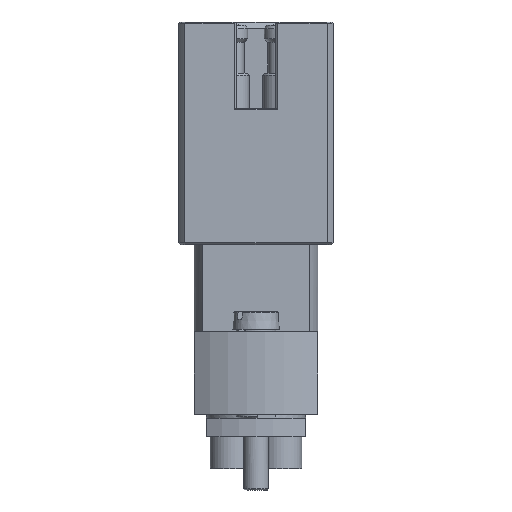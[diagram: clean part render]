
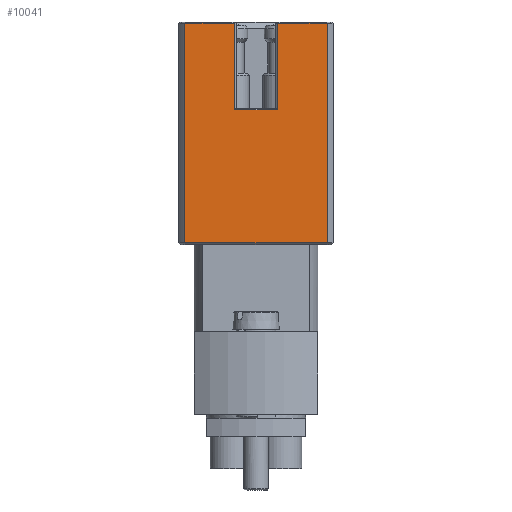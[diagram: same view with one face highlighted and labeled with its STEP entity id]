
A CAD part, left-side view. The second image highlights one B-rep face of the part: STEP entity #10041.
In plain terms, the highlighted planar face has unit normal (1, 0, 0).
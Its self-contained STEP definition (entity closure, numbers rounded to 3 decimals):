
#154 = VERTEX_POINT ( 'NONE', #9154 ) ;
#240 = DIRECTION ( 'NONE',  ( 0., -1., 0. ) ) ;
#242 = ORIENTED_EDGE ( 'NONE', *, *, #10268, .F. ) ;
#443 = PLANE ( 'NONE',  #7468 ) ;
#1126 = LINE ( 'NONE', #15734, #1674 ) ;
#1435 = LINE ( 'NONE', #10691, #13608 ) ;
#1497 = VECTOR ( 'NONE', #10046, 1000. ) ;
#1674 = VECTOR ( 'NONE', #14248, 1000. ) ;
#1777 = VERTEX_POINT ( 'NONE', #9979 ) ;
#2049 = LINE ( 'NONE', #11332, #6476 ) ;
#2557 = ORIENTED_EDGE ( 'NONE', *, *, #14885, .T. ) ;
#2717 = ORIENTED_EDGE ( 'NONE', *, *, #12809, .T. ) ;
#3086 = CARTESIAN_POINT ( 'NONE',  ( -4.8, 1.725, 33.4 ) ) ;
#3248 = VERTEX_POINT ( 'NONE', #13697 ) ;
#3553 = VERTEX_POINT ( 'NONE', #4234 ) ;
#3771 = ORIENTED_EDGE ( 'NONE', *, *, #14008, .T. ) ;
#4234 = CARTESIAN_POINT ( 'NONE',  ( -4.8, -1.725, 33.4 ) ) ;
#4276 = CARTESIAN_POINT ( 'NONE',  ( -4.8, -5.763, 33.4 ) ) ;
#4669 = CARTESIAN_POINT ( 'NONE',  ( -4.8, -5.763, 26.4 ) ) ;
#4836 = CARTESIAN_POINT ( 'NONE',  ( -4.8, 5.763, 33.5 ) ) ;
#5146 = DIRECTION ( 'NONE',  ( 0., 0., -1. ) ) ;
#6088 = VERTEX_POINT ( 'NONE', #7878 ) ;
#6476 = VECTOR ( 'NONE', #11246, 1000. ) ;
#6811 = CARTESIAN_POINT ( 'NONE',  ( -4.8, 5.763, 33.4 ) ) ;
#6844 = ORIENTED_EDGE ( 'NONE', *, *, #8078, .T. ) ;
#6972 = VERTEX_POINT ( 'NONE', #6811 ) ;
#7103 = FACE_OUTER_BOUND ( 'NONE', #13295, .T. ) ;
#7468 = AXIS2_PLACEMENT_3D ( 'NONE', #15044, #10824, #13741 ) ;
#7658 = ORIENTED_EDGE ( 'NONE', *, *, #8108, .T. ) ;
#7878 = CARTESIAN_POINT ( 'NONE',  ( -4.8, -5.763, 15.65 ) ) ;
#8078 = EDGE_CURVE ( 'NONE', #15712, #6088, #8079, .T. ) ;
#8079 = LINE ( 'NONE', #14990, #9022 ) ;
#8108 = EDGE_CURVE ( 'NONE', #6972, #13321, #9363, .T. ) ;
#9022 = VECTOR ( 'NONE', #13352, 1000. ) ;
#9078 = VECTOR ( 'NONE', #240, 1000. ) ;
#9154 = CARTESIAN_POINT ( 'NONE',  ( -4.8, 5.763, 15.65 ) ) ;
#9363 = LINE ( 'NONE', #4276, #12065 ) ;
#9786 = VECTOR ( 'NONE', #13745, 1000. ) ;
#9979 = CARTESIAN_POINT ( 'NONE',  ( -4.8, -1.725, 26.4 ) ) ;
#10041 = ADVANCED_FACE ( 'NONE', ( #7103 ), #443, .T. ) ;
#10046 = DIRECTION ( 'NONE',  ( 0., -1., 0. ) ) ;
#10268 = EDGE_CURVE ( 'NONE', #154, #6088, #1126, .T. ) ;
#10691 = CARTESIAN_POINT ( 'NONE',  ( -4.8, 1.725, 33.5 ) ) ;
#10824 = DIRECTION ( 'NONE',  ( 1., 0., 0. ) ) ;
#10938 = DIRECTION ( 'NONE',  ( 0., -1., 0. ) ) ;
#11246 = DIRECTION ( 'NONE',  ( 0., 0., 1. ) ) ;
#11332 = CARTESIAN_POINT ( 'NONE',  ( -4.8, -1.725, 33.5 ) ) ;
#12065 = VECTOR ( 'NONE', #10938, 1000. ) ;
#12188 = CARTESIAN_POINT ( 'NONE',  ( -4.8, -5.763, 33.4 ) ) ;
#12250 = ORIENTED_EDGE ( 'NONE', *, *, #14936, .T. ) ;
#12729 = LINE ( 'NONE', #4836, #9786 ) ;
#12809 = EDGE_CURVE ( 'NONE', #3553, #15712, #14849, .T. ) ;
#13295 = EDGE_LOOP ( 'NONE', ( #3771, #12250, #13460, #2717, #6844, #242, #2557, #7658 ) ) ;
#13321 = VERTEX_POINT ( 'NONE', #3086 ) ;
#13352 = DIRECTION ( 'NONE',  ( 0., 0., -1. ) ) ;
#13460 = ORIENTED_EDGE ( 'NONE', *, *, #15157, .T. ) ;
#13608 = VECTOR ( 'NONE', #5146, 1000. ) ;
#13697 = CARTESIAN_POINT ( 'NONE',  ( -4.8, 1.725, 26.4 ) ) ;
#13741 = DIRECTION ( 'NONE',  ( 0., 1., 0. ) ) ;
#13745 = DIRECTION ( 'NONE',  ( 0., 0., 1. ) ) ;
#13919 = CARTESIAN_POINT ( 'NONE',  ( -4.8, -5.763, 33.4 ) ) ;
#14008 = EDGE_CURVE ( 'NONE', #13321, #3248, #1435, .T. ) ;
#14248 = DIRECTION ( 'NONE',  ( 0., -1., 0. ) ) ;
#14849 = LINE ( 'NONE', #12188, #9078 ) ;
#14885 = EDGE_CURVE ( 'NONE', #154, #6972, #12729, .T. ) ;
#14936 = EDGE_CURVE ( 'NONE', #3248, #1777, #16520, .T. ) ;
#14990 = CARTESIAN_POINT ( 'NONE',  ( -4.8, -5.763, 33.5 ) ) ;
#15044 = CARTESIAN_POINT ( 'NONE',  ( -4.8, -5.763, 33.5 ) ) ;
#15157 = EDGE_CURVE ( 'NONE', #1777, #3553, #2049, .T. ) ;
#15712 = VERTEX_POINT ( 'NONE', #13919 ) ;
#15734 = CARTESIAN_POINT ( 'NONE',  ( -4.8, -5.763, 15.65 ) ) ;
#16520 = LINE ( 'NONE', #4669, #1497 ) ;
